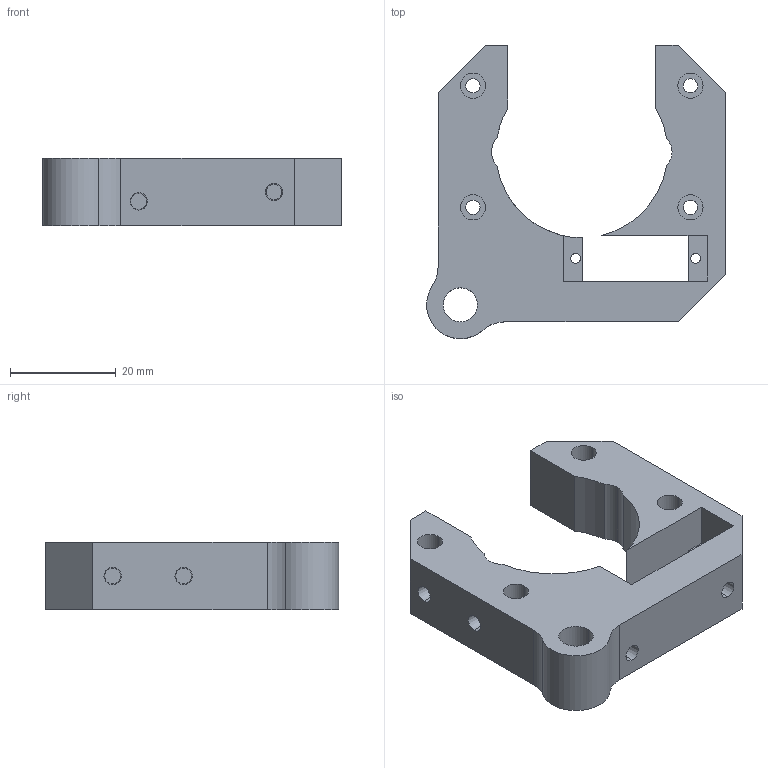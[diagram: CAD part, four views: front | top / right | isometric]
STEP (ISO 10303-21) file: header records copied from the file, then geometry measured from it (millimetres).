
FILE_DESCRIPTION (( 'STEP AP214' ), '1' );
FILE_NAME ('Radar Altimeter Stepper Standoff.STEP', '2021-03-29T05:25:03', ( '' ), ( '' ), 'SwSTEP 2.0', 'SolidWorks 2019', '' );
FILE_SCHEMA (( 'AUTOMOTIVE_DESIGN' ));
Length unit declared in the file: inch
Products named in the file (1): Radar Altimeter Stepper Standoff
Bounding box: 56.6 x 55.61 x 12.7 mm (x, y, z)
Volume: 18173.1 mm3; surface area: 8448.6 mm2
Topology: 1 solids, 1 shells, 94 faces, 226 edges, 150 vertices
Faces by surface type: cylinder 44, plane 38, cone 12
Entity records: 2855 total; most frequent: DIRECTION 529, CARTESIAN_POINT 471, ORIENTED_EDGE 452, EDGE_CURVE 226, AXIS2_PLACEMENT_3D 208, VERTEX_POINT 150, EDGE_LOOP 124, CIRCLE 113
